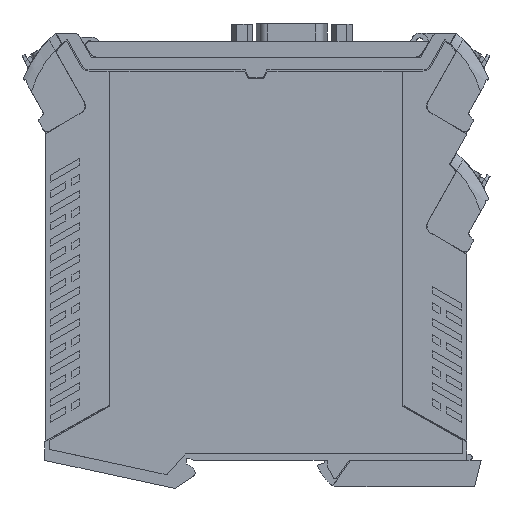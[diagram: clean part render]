
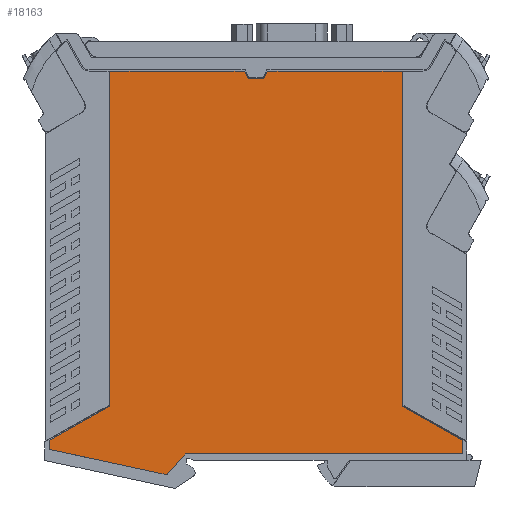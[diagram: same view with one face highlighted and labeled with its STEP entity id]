
A CAD part, left-side view. The second image highlights one B-rep face of the part: STEP entity #18163.
In plain terms, the highlighted planar face has unit normal (-1, 0, 0).
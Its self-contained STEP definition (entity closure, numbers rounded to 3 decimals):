
#4181=AXIS2_PLACEMENT_3D('Plane Axis2P3D',#4178,#4179,#4180) ;
#4178=CARTESIAN_POINT('Axis2P3D Location',(0.,111.367,8.535)) ;
#12697=CARTESIAN_POINT('Vertex',(0.,22.005,20.571)) ;
#12700=CARTESIAN_POINT('Line Origine',(0.,14.389,16.305)) ;
#12704=CARTESIAN_POINT('Vertex',(0.,6.773,12.04)) ;
#12729=CARTESIAN_POINT('Vertex',(0.,22.005,104.524)) ;
#12732=CARTESIAN_POINT('Line Origine',(0.,22.005,62.547)) ;
#12745=CARTESIAN_POINT('Line Origine',(0.,37.14,104.524)) ;
#12749=CARTESIAN_POINT('Vertex',(0.,52.274,104.524)) ;
#12756=CARTESIAN_POINT('Vertex',(0.,55.774,104.524)) ;
#12759=CARTESIAN_POINT('Line Origine',(0.,54.024,104.524)) ;
#12782=CARTESIAN_POINT('Vertex',(0.,56.66,102.624)) ;
#12785=CARTESIAN_POINT('Line Origine',(0.,56.217,103.574)) ;
#12807=CARTESIAN_POINT('Vertex',(0.,60.55,102.624)) ;
#12810=CARTESIAN_POINT('Line Origine',(0.,58.605,102.624)) ;
#12832=CARTESIAN_POINT('Vertex',(0.,61.436,104.524)) ;
#12835=CARTESIAN_POINT('Line Origine',(0.,60.993,103.574)) ;
#12848=CARTESIAN_POINT('Line Origine',(0.,63.186,104.524)) ;
#12852=CARTESIAN_POINT('Vertex',(0.,64.936,104.524)) ;
#12859=CARTESIAN_POINT('Vertex',(0.,95.205,104.524)) ;
#12862=CARTESIAN_POINT('Line Origine',(0.,80.07,104.524)) ;
#12885=CARTESIAN_POINT('Vertex',(0.,95.205,20.571)) ;
#12888=CARTESIAN_POINT('Line Origine',(0.,95.205,62.547)) ;
#12910=CARTESIAN_POINT('Vertex',(0.,110.437,12.04)) ;
#12913=CARTESIAN_POINT('Line Origine',(0.,102.821,16.305)) ;
#12935=CARTESIAN_POINT('Vertex',(0.,110.437,9.771)) ;
#12938=CARTESIAN_POINT('Line Origine',(0.,110.437,10.906)) ;
#12960=CARTESIAN_POINT('Vertex',(0.,80.884,3.413)) ;
#12963=CARTESIAN_POINT('Line Origine',(0.,95.661,6.592)) ;
#12985=CARTESIAN_POINT('Line Origine',(0.,78.847,5.745)) ;
#12989=CARTESIAN_POINT('Vertex',(0.,76.81,8.077)) ;
#12996=CARTESIAN_POINT('Vertex',(0.,76.332,8.624)) ;
#12999=CARTESIAN_POINT('Line Origine',(0.,76.568,8.353)) ;
#13003=CARTESIAN_POINT('Vertex',(0.,76.805,8.082)) ;
#13006=CARTESIAN_POINT('Line Origine',(0.,76.808,8.079)) ;
#13032=CARTESIAN_POINT('Vertex',(0.,6.773,8.624)) ;
#13035=CARTESIAN_POINT('Line Origine',(0.,41.552,8.624)) ;
#13053=CARTESIAN_POINT('Line Origine',(0.,6.773,10.332)) ;
#4179=DIRECTION('Axis2P3D Direction',(-1.,0.,0.)) ;
#4180=DIRECTION('Axis2P3D XDirection',(0.,-1.,0.)) ;
#12701=DIRECTION('Vector Direction',(0.,0.872,0.489)) ;
#12733=DIRECTION('Vector Direction',(0.,0.,1.)) ;
#12746=DIRECTION('Vector Direction',(0.,1.,0.)) ;
#12760=DIRECTION('Vector Direction',(0.,1.,0.)) ;
#12786=DIRECTION('Vector Direction',(0.,-0.423,0.906)) ;
#12811=DIRECTION('Vector Direction',(0.,1.,0.)) ;
#12836=DIRECTION('Vector Direction',(0.,0.423,0.906)) ;
#12849=DIRECTION('Vector Direction',(0.,1.,0.)) ;
#12863=DIRECTION('Vector Direction',(0.,1.,0.)) ;
#12889=DIRECTION('Vector Direction',(0.,0.,-1.)) ;
#12914=DIRECTION('Vector Direction',(0.,0.872,-0.489)) ;
#12939=DIRECTION('Vector Direction',(0.,0.,-1.)) ;
#12964=DIRECTION('Vector Direction',(0.,-0.978,-0.21)) ;
#12986=DIRECTION('Vector Direction',(0.,-0.658,0.753)) ;
#13000=DIRECTION('Vector Direction',(0.,-0.658,0.753)) ;
#13007=DIRECTION('Vector Direction',(0.,-0.658,0.753)) ;
#13036=DIRECTION('Vector Direction',(0.,1.,0.)) ;
#13054=DIRECTION('Vector Direction',(0.,0.,1.)) ;
#12702=VECTOR('Line Direction',#12701,1.) ;
#12734=VECTOR('Line Direction',#12733,1.) ;
#12747=VECTOR('Line Direction',#12746,1.) ;
#12761=VECTOR('Line Direction',#12760,1.) ;
#12787=VECTOR('Line Direction',#12786,1.) ;
#12812=VECTOR('Line Direction',#12811,1.) ;
#12837=VECTOR('Line Direction',#12836,1.) ;
#12850=VECTOR('Line Direction',#12849,1.) ;
#12864=VECTOR('Line Direction',#12863,1.) ;
#12890=VECTOR('Line Direction',#12889,1.) ;
#12915=VECTOR('Line Direction',#12914,1.) ;
#12940=VECTOR('Line Direction',#12939,1.) ;
#12965=VECTOR('Line Direction',#12964,1.) ;
#12987=VECTOR('Line Direction',#12986,1.) ;
#13001=VECTOR('Line Direction',#13000,1.) ;
#13008=VECTOR('Line Direction',#13007,1.) ;
#13037=VECTOR('Line Direction',#13036,1.) ;
#13055=VECTOR('Line Direction',#13054,1.) ;
#18144=ORIENTED_EDGE('',*,*,#12814,.T.) ;
#18145=ORIENTED_EDGE('',*,*,#12839,.T.) ;
#18146=ORIENTED_EDGE('',*,*,#12854,.T.) ;
#18147=ORIENTED_EDGE('',*,*,#12866,.T.) ;
#18148=ORIENTED_EDGE('',*,*,#12892,.T.) ;
#18149=ORIENTED_EDGE('',*,*,#12917,.T.) ;
#18150=ORIENTED_EDGE('',*,*,#12942,.T.) ;
#18151=ORIENTED_EDGE('',*,*,#12967,.T.) ;
#18152=ORIENTED_EDGE('',*,*,#12991,.T.) ;
#18153=ORIENTED_EDGE('',*,*,#13010,.T.) ;
#18154=ORIENTED_EDGE('',*,*,#13005,.T.) ;
#18155=ORIENTED_EDGE('',*,*,#13039,.T.) ;
#18156=ORIENTED_EDGE('',*,*,#13057,.T.) ;
#18157=ORIENTED_EDGE('',*,*,#12706,.T.) ;
#18158=ORIENTED_EDGE('',*,*,#12736,.T.) ;
#18159=ORIENTED_EDGE('',*,*,#12751,.T.) ;
#18160=ORIENTED_EDGE('',*,*,#12763,.T.) ;
#18161=ORIENTED_EDGE('',*,*,#12789,.T.) ;
#18163=ADVANCED_FACE('GEHAEUSE',(#18162),#4182,.T.) ;
#12706=EDGE_CURVE('',#12705,#12698,#12703,.T.) ;
#12736=EDGE_CURVE('',#12698,#12730,#12735,.T.) ;
#12751=EDGE_CURVE('',#12730,#12750,#12748,.T.) ;
#12763=EDGE_CURVE('',#12750,#12757,#12762,.T.) ;
#12789=EDGE_CURVE('',#12757,#12783,#12788,.F.) ;
#12814=EDGE_CURVE('',#12783,#12808,#12813,.T.) ;
#12839=EDGE_CURVE('',#12808,#12833,#12838,.T.) ;
#12854=EDGE_CURVE('',#12833,#12853,#12851,.T.) ;
#12866=EDGE_CURVE('',#12853,#12860,#12865,.T.) ;
#12892=EDGE_CURVE('',#12860,#12886,#12891,.T.) ;
#12917=EDGE_CURVE('',#12886,#12911,#12916,.T.) ;
#12942=EDGE_CURVE('',#12911,#12936,#12941,.T.) ;
#12967=EDGE_CURVE('',#12936,#12961,#12966,.T.) ;
#12991=EDGE_CURVE('',#12961,#12990,#12988,.T.) ;
#13005=EDGE_CURVE('',#13004,#12997,#13002,.T.) ;
#13010=EDGE_CURVE('',#12990,#13004,#13009,.T.) ;
#13039=EDGE_CURVE('',#12997,#13033,#13038,.F.) ;
#13057=EDGE_CURVE('',#13033,#12705,#13056,.T.) ;
#18143=EDGE_LOOP('',(#18144,#18145,#18146,#18147,#18148,#18149,#18150,#18151,#18152,#18153,#18154,#18155,#18156,#18157,#18158,#18159,#18160,#18161)) ;
#18162=FACE_OUTER_BOUND('',#18143,.T.) ;
#12703=LINE('Line',#12700,#12702) ;
#12735=LINE('Line',#12732,#12734) ;
#12748=LINE('Line',#12745,#12747) ;
#12762=LINE('Line',#12759,#12761) ;
#12788=LINE('Line',#12785,#12787) ;
#12813=LINE('Line',#12810,#12812) ;
#12838=LINE('Line',#12835,#12837) ;
#12851=LINE('Line',#12848,#12850) ;
#12865=LINE('Line',#12862,#12864) ;
#12891=LINE('Line',#12888,#12890) ;
#12916=LINE('Line',#12913,#12915) ;
#12941=LINE('Line',#12938,#12940) ;
#12966=LINE('Line',#12963,#12965) ;
#12988=LINE('Line',#12985,#12987) ;
#13002=LINE('Line',#12999,#13001) ;
#13009=LINE('Line',#13006,#13008) ;
#13038=LINE('Line',#13035,#13037) ;
#13056=LINE('Line',#13053,#13055) ;
#4182=PLANE('',#4181) ;
#12698=VERTEX_POINT('',#12697) ;
#12705=VERTEX_POINT('',#12704) ;
#12730=VERTEX_POINT('',#12729) ;
#12750=VERTEX_POINT('',#12749) ;
#12757=VERTEX_POINT('',#12756) ;
#12783=VERTEX_POINT('',#12782) ;
#12808=VERTEX_POINT('',#12807) ;
#12833=VERTEX_POINT('',#12832) ;
#12853=VERTEX_POINT('',#12852) ;
#12860=VERTEX_POINT('',#12859) ;
#12886=VERTEX_POINT('',#12885) ;
#12911=VERTEX_POINT('',#12910) ;
#12936=VERTEX_POINT('',#12935) ;
#12961=VERTEX_POINT('',#12960) ;
#12990=VERTEX_POINT('',#12989) ;
#12997=VERTEX_POINT('',#12996) ;
#13004=VERTEX_POINT('',#13003) ;
#13033=VERTEX_POINT('',#13032) ;
